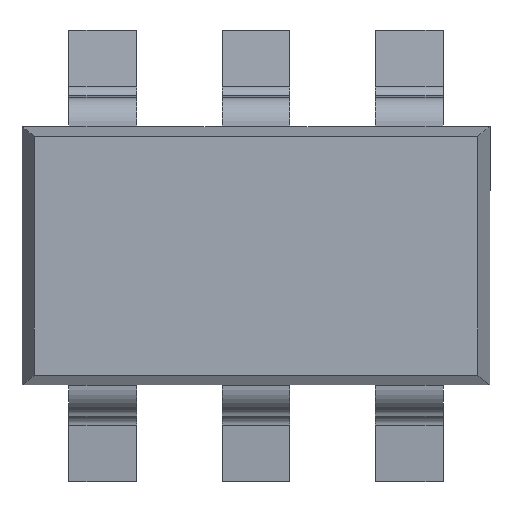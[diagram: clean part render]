
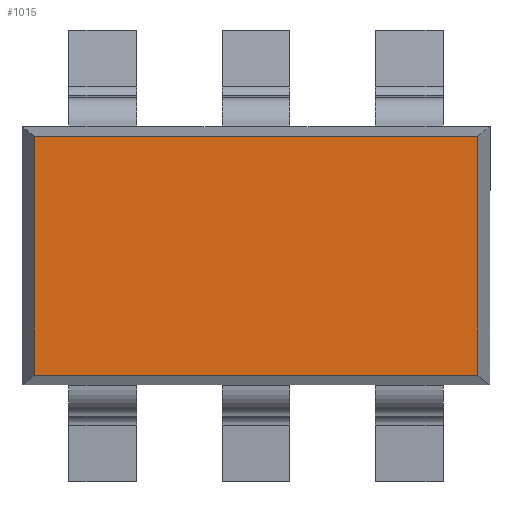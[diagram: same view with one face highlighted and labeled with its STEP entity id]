
A CAD part, top view. The second image highlights one B-rep face of the part: STEP entity #1015.
In plain terms, the highlighted planar face has unit normal (0, 0, 1).
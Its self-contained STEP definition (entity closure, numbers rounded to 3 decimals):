
#40 = LINE ( 'NONE', #2601, #1651 ) ;
#221 = DIRECTION ( 'NONE',  ( -1., 0., 0. ) ) ;
#230 = CARTESIAN_POINT ( 'NONE',  ( 0.075, -2.14, 0.28 ) ) ;
#268 = EDGE_CURVE ( 'NONE', #1368, #2338, #3279, .T. ) ;
#340 = EDGE_CURVE ( 'NONE', #3940, #866, #40, .T. ) ;
#433 = AXIS2_PLACEMENT_3D ( 'NONE', #605, #1262, #3474 ) ;
#583 = CARTESIAN_POINT ( 'NONE',  ( 0.075, -2.2, 0.28 ) ) ;
#605 = CARTESIAN_POINT ( 'NONE',  ( 0., 0., 0.28 ) ) ;
#615 = FACE_OUTER_BOUND ( 'NONE', #3945, .T. ) ;
#866 = VERTEX_POINT ( 'NONE', #1785 ) ;
#934 = PLANE ( 'NONE',  #433 ) ;
#1015 = ADVANCED_FACE ( 'NONE', ( #615 ), #934, .T. ) ;
#1135 = ORIENTED_EDGE ( 'NONE', *, *, #340, .T. ) ;
#1223 = LINE ( 'NONE', #4167, #1969 ) ;
#1242 = DIRECTION ( 'NONE',  ( 0., -1., 0. ) ) ;
#1262 = DIRECTION ( 'NONE',  ( 0., 0., 1. ) ) ;
#1368 = VERTEX_POINT ( 'NONE', #1841 ) ;
#1583 = ORIENTED_EDGE ( 'NONE', *, *, #268, .T. ) ;
#1645 = LINE ( 'NONE', #1825, #3318 ) ;
#1651 = VECTOR ( 'NONE', #2922, 1000. ) ;
#1785 = CARTESIAN_POINT ( 'NONE',  ( 2.825, -0.66, 0.28 ) ) ;
#1825 = CARTESIAN_POINT ( 'NONE',  ( 0., -0.66, 0.28 ) ) ;
#1841 = CARTESIAN_POINT ( 'NONE',  ( 0.075, -0.66, 0.28 ) ) ;
#1969 = VECTOR ( 'NONE', #2548, 1000. ) ;
#2179 = CARTESIAN_POINT ( 'NONE',  ( 2.825, -2.14, 0.28 ) ) ;
#2338 = VERTEX_POINT ( 'NONE', #230 ) ;
#2442 = VECTOR ( 'NONE', #1242, 1000. ) ;
#2548 = DIRECTION ( 'NONE',  ( 1., 0., 0. ) ) ;
#2601 = CARTESIAN_POINT ( 'NONE',  ( 2.825, 0., 0.28 ) ) ;
#2738 = ORIENTED_EDGE ( 'NONE', *, *, #3331, .T. ) ;
#2859 = ORIENTED_EDGE ( 'NONE', *, *, #3036, .T. ) ;
#2922 = DIRECTION ( 'NONE',  ( 0., 1., 0. ) ) ;
#3036 = EDGE_CURVE ( 'NONE', #2338, #3940, #1223, .T. ) ;
#3279 = LINE ( 'NONE', #583, #2442 ) ;
#3318 = VECTOR ( 'NONE', #221, 1000. ) ;
#3331 = EDGE_CURVE ( 'NONE', #866, #1368, #1645, .T. ) ;
#3474 = DIRECTION ( 'NONE',  ( 1., 0., 0. ) ) ;
#3940 = VERTEX_POINT ( 'NONE', #2179 ) ;
#3945 = EDGE_LOOP ( 'NONE', ( #1135, #2738, #1583, #2859 ) ) ;
#4167 = CARTESIAN_POINT ( 'NONE',  ( 2.825, -2.14, 0.28 ) ) ;
